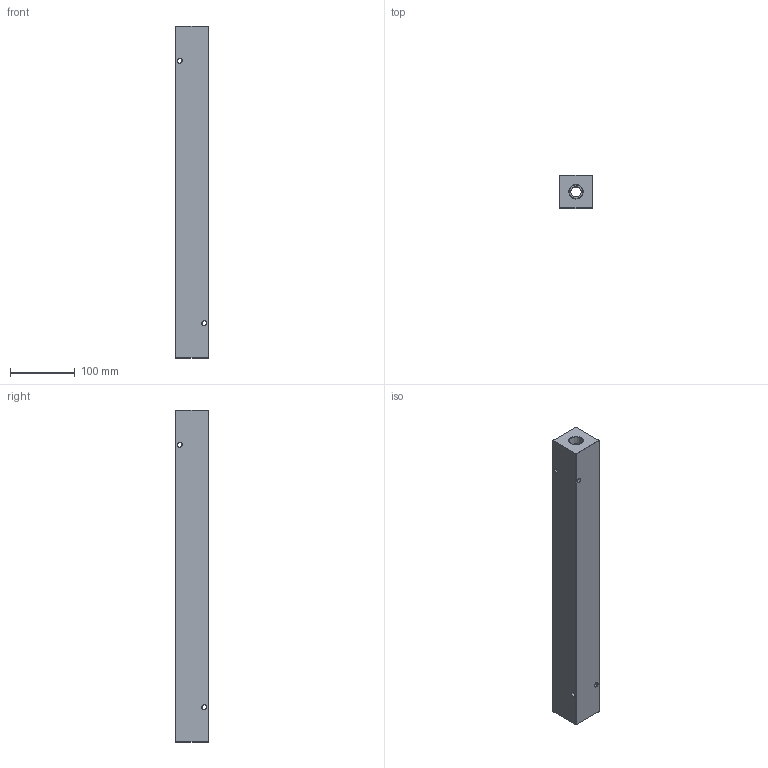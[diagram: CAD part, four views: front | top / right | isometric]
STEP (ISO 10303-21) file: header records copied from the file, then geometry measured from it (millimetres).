
FILE_DESCRIPTION (( 'STEP AP203' ), '1' );
FILE_NAME ('HM-10-90-P-8-8.STEP', '2020-10-30T13:52:52', ( '' ), ( '' ), 'SwSTEP 2.0', 'SolidWorks 2019', '' );
FILE_SCHEMA (( 'CONFIG_CONTROL_DESIGN' ));
Length unit declared in the file: inch
Products named in the file (1): HM-10-90-P-8-8
Bounding box: 50.8 x 50.8 x 514.35 mm (x, y, z)
Volume: 1098535.4 mm3; surface area: 155516.5 mm2
Topology: 1 solids, 1 shells, 637 faces, 1673 edges, 1086 vertices
Faces by surface type: plane 294, bspline 211, cylinder 68, cone 64
Entity records: 31164 total; most frequent: CARTESIAN_POINT 16700, ORIENTED_EDGE 3346, DIRECTION 2285, EDGE_CURVE 1673, VERTEX_POINT 1086, LINE 919, VECTOR 919, EDGE_LOOP 739
